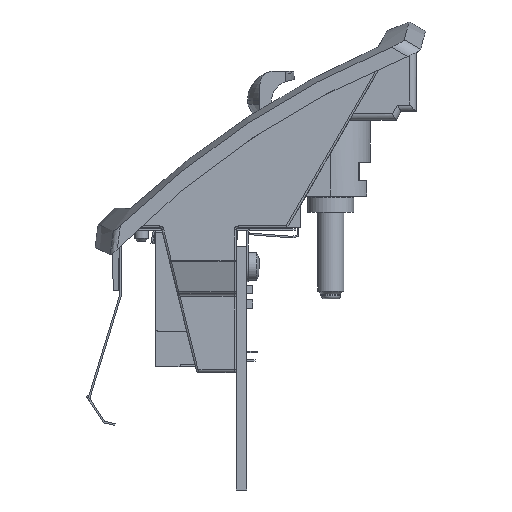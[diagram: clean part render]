
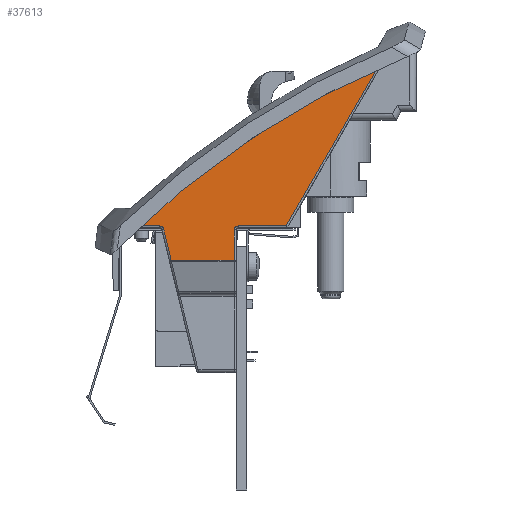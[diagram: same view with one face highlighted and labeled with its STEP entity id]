
A CAD part, left-side view. The second image highlights one B-rep face of the part: STEP entity #37613.
In plain terms, the highlighted planar face has unit normal (-1, 0, 0).
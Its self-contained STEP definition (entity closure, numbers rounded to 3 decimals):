
#1940 = CARTESIAN_POINT ( 'NONE',  ( -22.25, 9.481, -2.7 ) ) ;
#2211 = VERTEX_POINT ( 'NONE', #24537 ) ;
#2815 = CIRCLE ( 'NONE', #44841, 130.158 ) ;
#4018 = LINE ( 'NONE', #13449, #12981 ) ;
#4135 = PLANE ( 'NONE',  #8458 ) ;
#4941 = CARTESIAN_POINT ( 'NONE',  ( -22.25, 21.416, -3.3 ) ) ;
#5287 = ORIENTED_EDGE ( 'NONE', *, *, #38292, .T. ) ;
#5754 = DIRECTION ( 'NONE',  ( 1., 0., 0. ) ) ;
#5859 = LINE ( 'NONE', #12241, #34832 ) ;
#6481 = ORIENTED_EDGE ( 'NONE', *, *, #25920, .T. ) ;
#7680 = CARTESIAN_POINT ( 'NONE',  ( -22.25, 10.081, -7.927 ) ) ;
#7805 = CARTESIAN_POINT ( 'NONE',  ( -22.25, 24.46, -2.7 ) ) ;
#8092 = DIRECTION ( 'NONE',  ( 1., 0., 0. ) ) ;
#8458 = AXIS2_PLACEMENT_3D ( 'NONE', #30772, #8092, #34603 ) ;
#8738 = DIRECTION ( 'NONE',  ( 0., 0., 1. ) ) ;
#9584 = VERTEX_POINT ( 'NONE', #31758 ) ;
#11381 = EDGE_CURVE ( 'NONE', #37864, #20353, #31325, .T. ) ;
#12241 = CARTESIAN_POINT ( 'NONE',  ( -22.25, 24.46, -2.7 ) ) ;
#12291 = CARTESIAN_POINT ( 'NONE',  ( -22.25, 21.416, -2.7 ) ) ;
#12727 = ORIENTED_EDGE ( 'NONE', *, *, #17931, .T. ) ;
#12836 = ORIENTED_EDGE ( 'NONE', *, *, #20942, .T. ) ;
#12981 = VECTOR ( 'NONE', #21055, 1000. ) ;
#13086 = LINE ( 'NONE', #44774, #41880 ) ;
#13449 = CARTESIAN_POINT ( 'NONE',  ( -22.25, 20.834, -3.157 ) ) ;
#15649 = CARTESIAN_POINT ( 'NONE',  ( -22.25, 9.481, -3.3 ) ) ;
#16520 = CARTESIAN_POINT ( 'NONE',  ( -22.25, 20.834, -3.157 ) ) ;
#17410 = VERTEX_POINT ( 'NONE', #36696 ) ;
#17654 = VECTOR ( 'NONE', #46215, 1000. ) ;
#17931 = EDGE_CURVE ( 'NONE', #26358, #2211, #4018, .T. ) ;
#19199 = ORIENTED_EDGE ( 'NONE', *, *, #38489, .F. ) ;
#19389 = DIRECTION ( 'NONE',  ( 0., 1., 0. ) ) ;
#20353 = VERTEX_POINT ( 'NONE', #35226 ) ;
#20358 = DIRECTION ( 'NONE',  ( 0., -0.5, 0.866 ) ) ;
#20942 = EDGE_CURVE ( 'NONE', #2211, #22870, #48770, .T. ) ;
#21055 = DIRECTION ( 'NONE',  ( 0., -0.238, -0.971 ) ) ;
#22816 = EDGE_CURVE ( 'NONE', #22870, #17410, #13086, .T. ) ;
#22870 = VERTEX_POINT ( 'NONE', #7680 ) ;
#24126 = AXIS2_PLACEMENT_3D ( 'NONE', #4941, #31396, #8738 ) ;
#24389 = ORIENTED_EDGE ( 'NONE', *, *, #11381, .T. ) ;
#24537 = CARTESIAN_POINT ( 'NONE',  ( -22.25, 19.663, -7.927 ) ) ;
#25314 = EDGE_LOOP ( 'NONE', ( #5287, #6481, #12727, #12836, #27058, #31592, #24389, #48836, #19199 ) ) ;
#25627 = VECTOR ( 'NONE', #20358, 1000. ) ;
#25920 = EDGE_CURVE ( 'NONE', #42032, #26358, #38737, .T. ) ;
#26358 = VERTEX_POINT ( 'NONE', #16520 ) ;
#27058 = ORIENTED_EDGE ( 'NONE', *, *, #22816, .T. ) ;
#28417 = CARTESIAN_POINT ( 'NONE',  ( -22.25, -64.619, -97.6 ) ) ;
#30154 = VECTOR ( 'NONE', #38859, 1000. ) ;
#30772 = CARTESIAN_POINT ( 'NONE',  ( -22.25, 40.381, 0. ) ) ;
#31325 = LINE ( 'NONE', #38909, #30154 ) ;
#31379 = EDGE_CURVE ( 'NONE', #20353, #9584, #35603, .T. ) ;
#31396 = DIRECTION ( 'NONE',  ( 1., 0., 0. ) ) ;
#31592 = ORIENTED_EDGE ( 'NONE', *, *, #36435, .T. ) ;
#31758 = CARTESIAN_POINT ( 'NONE',  ( -22.25, -11.685, 21.305 ) ) ;
#32230 = DIRECTION ( 'NONE',  ( 0., 0.684, 0.729 ) ) ;
#34603 = DIRECTION ( 'NONE',  ( 0., 0., -1. ) ) ;
#34832 = VECTOR ( 'NONE', #38604, 1000. ) ;
#35226 = CARTESIAN_POINT ( 'NONE',  ( -22.25, 2.174, -2.7 ) ) ;
#35603 = LINE ( 'NONE', #39109, #25627 ) ;
#36435 = EDGE_CURVE ( 'NONE', #17410, #37864, #37170, .T. ) ;
#36696 = CARTESIAN_POINT ( 'NONE',  ( -22.25, 10.081, -3.3 ) ) ;
#37170 = CIRCLE ( 'NONE', #40565, 0.6 ) ;
#37287 = FACE_OUTER_BOUND ( 'NONE', #25314, .T. ) ;
#37613 = ADVANCED_FACE ( 'NONE', ( #37287 ), #4135, .F. ) ;
#37864 = VERTEX_POINT ( 'NONE', #1940 ) ;
#38292 = EDGE_CURVE ( 'NONE', #39726, #42032, #5859, .T. ) ;
#38489 = EDGE_CURVE ( 'NONE', #39726, #9584, #2815, .T. ) ;
#38604 = DIRECTION ( 'NONE',  ( 0., -1., 0. ) ) ;
#38737 = CIRCLE ( 'NONE', #24126, 0.6 ) ;
#38859 = DIRECTION ( 'NONE',  ( 0., -1., 0. ) ) ;
#38909 = CARTESIAN_POINT ( 'NONE',  ( -22.25, 9.481, -2.7 ) ) ;
#39109 = CARTESIAN_POINT ( 'NONE',  ( -22.25, 2.174, -2.7 ) ) ;
#39726 = VERTEX_POINT ( 'NONE', #7805 ) ;
#40565 = AXIS2_PLACEMENT_3D ( 'NONE', #15649, #41905, #19389 ) ;
#41880 = VECTOR ( 'NONE', #48524, 1000. ) ;
#41905 = DIRECTION ( 'NONE',  ( 1., 0., 0. ) ) ;
#42032 = VERTEX_POINT ( 'NONE', #12291 ) ;
#42460 = CARTESIAN_POINT ( 'NONE',  ( -22.25, 19.663, -7.927 ) ) ;
#44774 = CARTESIAN_POINT ( 'NONE',  ( -22.25, 10.081, -7.927 ) ) ;
#44841 = AXIS2_PLACEMENT_3D ( 'NONE', #28417, #5754, #32230 ) ;
#46215 = DIRECTION ( 'NONE',  ( 0., -1., 0. ) ) ;
#48524 = DIRECTION ( 'NONE',  ( 0., 0., 1. ) ) ;
#48770 = LINE ( 'NONE', #42460, #17654 ) ;
#48836 = ORIENTED_EDGE ( 'NONE', *, *, #31379, .T. ) ;
